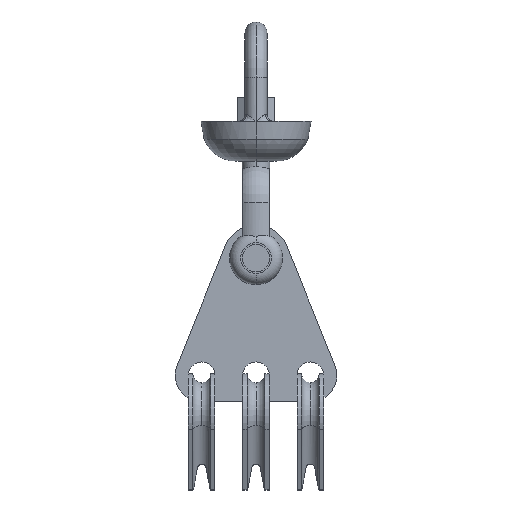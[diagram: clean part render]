
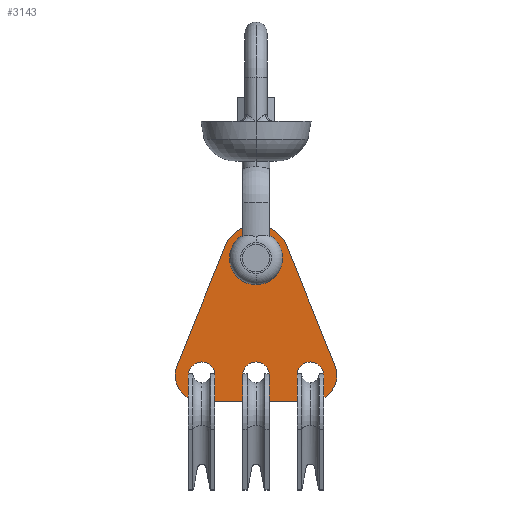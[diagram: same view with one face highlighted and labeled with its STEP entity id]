
A CAD part, top view. The second image highlights one B-rep face of the part: STEP entity #3143.
In plain terms, the highlighted planar face has unit normal (0, 0, 1).
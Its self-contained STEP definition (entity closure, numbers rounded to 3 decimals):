
#19 = AXIS2_PLACEMENT_3D ( 'NONE', #215, #540, #3272 ) ;
#62 = EDGE_LOOP ( 'NONE', ( #3964, #3659, #3082, #2022, #3915, #2026, #291 ) ) ;
#95 = LINE ( 'NONE', #384, #3622 ) ;
#99 = EDGE_CURVE ( 'NONE', #3599, #3913, #1690, .T. ) ;
#130 = EDGE_CURVE ( 'NONE', #4065, #2839, #2185, .T. ) ;
#153 = LINE ( 'NONE', #1237, #2465 ) ;
#215 = CARTESIAN_POINT ( 'NONE',  ( 24.59, 12., 4. ) ) ;
#231 = CARTESIAN_POINT ( 'NONE',  ( 6., 12., 4. ) ) ;
#262 = FACE_BOUND ( 'NONE', #3544, .T. ) ;
#265 = DIRECTION ( 'NONE',  ( -0.374, 0.928, 0. ) ) ;
#267 = FACE_BOUND ( 'NONE', #613, .T. ) ;
#291 = ORIENTED_EDGE ( 'NONE', *, *, #3675, .T. ) ;
#326 = CIRCLE ( 'NONE', #1738, 6. ) ;
#341 = CARTESIAN_POINT ( 'NONE',  ( -35.72, 16.485, 4. ) ) ;
#384 = CARTESIAN_POINT ( 'NONE',  ( -24.59, 0., 4. ) ) ;
#464 = AXIS2_PLACEMENT_3D ( 'NONE', #1304, #3413, #1334 ) ;
#472 = DIRECTION ( 'NONE',  ( 0., 0., 1. ) ) ;
#540 = DIRECTION ( 'NONE',  ( 0., 0., 1. ) ) ;
#573 = EDGE_CURVE ( 'NONE', #2378, #4132, #672, .T. ) ;
#575 = DIRECTION ( 'NONE',  ( 0., 0., 1. ) ) ;
#579 = CARTESIAN_POINT ( 'NONE',  ( 5., 65., 4. ) ) ;
#609 = PLANE ( 'NONE',  #2191 ) ;
#613 = EDGE_LOOP ( 'NONE', ( #4169, #1843 ) ) ;
#637 = CARTESIAN_POINT ( 'NONE',  ( 24.59, 12., 4. ) ) ;
#672 = CIRCLE ( 'NONE', #2611, 12. ) ;
#692 = CARTESIAN_POINT ( 'NONE',  ( -24.59, 12., 4. ) ) ;
#743 = EDGE_CURVE ( 'NONE', #2921, #4065, #3323, .T. ) ;
#748 = CARTESIAN_POINT ( 'NONE',  ( -5., 65., 4. ) ) ;
#769 = CARTESIAN_POINT ( 'NONE',  ( -24.59, 0., 4. ) ) ;
#776 = CIRCLE ( 'NONE', #2447, 6. ) ;
#801 = DIRECTION ( 'NONE',  ( 1., 0., 0. ) ) ;
#802 = EDGE_CURVE ( 'NONE', #4356, #803, #776, .T. ) ;
#803 = VERTEX_POINT ( 'NONE', #1002 ) ;
#905 = DIRECTION ( 'NONE',  ( 1., 0., 0. ) ) ;
#923 = VERTEX_POINT ( 'NONE', #231 ) ;
#934 = DIRECTION ( 'NONE',  ( 0., 0., 1. ) ) ;
#974 = CARTESIAN_POINT ( 'NONE',  ( 35.72, 16.485, 4. ) ) ;
#993 = FACE_BOUND ( 'NONE', #4262, .T. ) ;
#1002 = CARTESIAN_POINT ( 'NONE',  ( -30.59, 12., 4. ) ) ;
#1134 = CIRCLE ( 'NONE', #19, 6. ) ;
#1178 = CARTESIAN_POINT ( 'NONE',  ( -13.913, 70.606, 4. ) ) ;
#1182 = CARTESIAN_POINT ( 'NONE',  ( -18.59, 12., 4. ) ) ;
#1218 = CARTESIAN_POINT ( 'NONE',  ( -24.59, 12., 4. ) ) ;
#1237 = CARTESIAN_POINT ( 'NONE',  ( -35.72, 16.485, 4. ) ) ;
#1292 = CIRCLE ( 'NONE', #4385, 12. ) ;
#1304 = CARTESIAN_POINT ( 'NONE',  ( 0., 65., 4. ) ) ;
#1334 = DIRECTION ( 'NONE',  ( 1., 0., 0. ) ) ;
#1451 = EDGE_CURVE ( 'NONE', #2032, #2921, #1292, .T. ) ;
#1546 = VERTEX_POINT ( 'NONE', #1692 ) ;
#1690 = CIRCLE ( 'NONE', #3319, 5. ) ;
#1692 = CARTESIAN_POINT ( 'NONE',  ( -6., 12., 4. ) ) ;
#1710 = CARTESIAN_POINT ( 'NONE',  ( 30.59, 12., 4. ) ) ;
#1738 = AXIS2_PLACEMENT_3D ( 'NONE', #3743, #934, #2000 ) ;
#1775 = EDGE_CURVE ( 'NONE', #803, #4356, #326, .T. ) ;
#1843 = ORIENTED_EDGE ( 'NONE', *, *, #802, .F. ) ;
#1917 = VECTOR ( 'NONE', #265, 1000. ) ;
#1923 = CIRCLE ( 'NONE', #3223, 12. ) ;
#1942 = DIRECTION ( 'NONE',  ( 0., 0., -1. ) ) ;
#1944 = ORIENTED_EDGE ( 'NONE', *, *, #2990, .F. ) ;
#1961 = EDGE_CURVE ( 'NONE', #3913, #3599, #3637, .T. ) ;
#1965 = DIRECTION ( 'NONE',  ( -1., 0., 0. ) ) ;
#2000 = DIRECTION ( 'NONE',  ( 1., 0., 0. ) ) ;
#2022 = ORIENTED_EDGE ( 'NONE', *, *, #3386, .T. ) ;
#2026 = ORIENTED_EDGE ( 'NONE', *, *, #3638, .T. ) ;
#2032 = VERTEX_POINT ( 'NONE', #3871 ) ;
#2045 = CARTESIAN_POINT ( 'NONE',  ( -24.59, 12., 4. ) ) ;
#2072 = DIRECTION ( 'NONE',  ( 1., 0., 0. ) ) ;
#2176 = AXIS2_PLACEMENT_3D ( 'NONE', #3630, #4296, #3584 ) ;
#2185 = CIRCLE ( 'NONE', #464, 15. ) ;
#2191 = AXIS2_PLACEMENT_3D ( 'NONE', #4023, #1942, #1965 ) ;
#2247 = EDGE_LOOP ( 'NONE', ( #1944, #4212 ) ) ;
#2352 = DIRECTION ( 'NONE',  ( 0., 0., 1. ) ) ;
#2360 = CARTESIAN_POINT ( 'NONE',  ( 0., 65., 4. ) ) ;
#2378 = VERTEX_POINT ( 'NONE', #341 ) ;
#2391 = CARTESIAN_POINT ( 'NONE',  ( 35.72, 16.485, 4. ) ) ;
#2447 = AXIS2_PLACEMENT_3D ( 'NONE', #2045, #3440, #2072 ) ;
#2453 = DIRECTION ( 'NONE',  ( 1., 0., 0. ) ) ;
#2465 = VECTOR ( 'NONE', #3373, 1000. ) ;
#2505 = CARTESIAN_POINT ( 'NONE',  ( 0., 12., 4. ) ) ;
#2534 = CARTESIAN_POINT ( 'NONE',  ( 13.913, 70.606, 4. ) ) ;
#2570 = CIRCLE ( 'NONE', #3488, 6. ) ;
#2588 = EDGE_CURVE ( 'NONE', #4240, #3598, #2570, .T. ) ;
#2611 = AXIS2_PLACEMENT_3D ( 'NONE', #1218, #4328, #905 ) ;
#2632 = CARTESIAN_POINT ( 'NONE',  ( 0., 65., 4. ) ) ;
#2816 = DIRECTION ( 'NONE',  ( 0., 0., 1. ) ) ;
#2839 = VERTEX_POINT ( 'NONE', #1178 ) ;
#2921 = VERTEX_POINT ( 'NONE', #2391 ) ;
#2952 = CIRCLE ( 'NONE', #3267, 6. ) ;
#2990 = EDGE_CURVE ( 'NONE', #1546, #923, #2952, .T. ) ;
#3031 = DIRECTION ( 'NONE',  ( -1., 0., 0. ) ) ;
#3082 = ORIENTED_EDGE ( 'NONE', *, *, #130, .T. ) ;
#3120 = DIRECTION ( 'NONE',  ( 0., 0., 1. ) ) ;
#3121 = ORIENTED_EDGE ( 'NONE', *, *, #3980, .F. ) ;
#3143 = ADVANCED_FACE ( 'NONE', ( #267, #3574, #4384, #993, #262 ), #609, .F. ) ;
#3179 = ORIENTED_EDGE ( 'NONE', *, *, #1961, .F. ) ;
#3223 = AXIS2_PLACEMENT_3D ( 'NONE', #692, #3120, #4073 ) ;
#3267 = AXIS2_PLACEMENT_3D ( 'NONE', #2505, #472, #801 ) ;
#3272 = DIRECTION ( 'NONE',  ( 1., 0., 0. ) ) ;
#3319 = AXIS2_PLACEMENT_3D ( 'NONE', #2632, #575, #4017 ) ;
#3323 = LINE ( 'NONE', #974, #1917 ) ;
#3373 = DIRECTION ( 'NONE',  ( -0.374, -0.928, 0. ) ) ;
#3379 = CARTESIAN_POINT ( 'NONE',  ( 18.59, 12., 4. ) ) ;
#3386 = EDGE_CURVE ( 'NONE', #2839, #2378, #153, .T. ) ;
#3413 = DIRECTION ( 'NONE',  ( 0., 0., 1. ) ) ;
#3440 = DIRECTION ( 'NONE',  ( 0., 0., 1. ) ) ;
#3488 = AXIS2_PLACEMENT_3D ( 'NONE', #637, #2352, #4412 ) ;
#3516 = CARTESIAN_POINT ( 'NONE',  ( -36.59, 12., 4. ) ) ;
#3520 = AXIS2_PLACEMENT_3D ( 'NONE', #2360, #2816, #2453 ) ;
#3544 = EDGE_LOOP ( 'NONE', ( #3179, #4308 ) ) ;
#3574 = FACE_BOUND ( 'NONE', #2247, .T. ) ;
#3584 = DIRECTION ( 'NONE',  ( 1., 0., 0. ) ) ;
#3598 = VERTEX_POINT ( 'NONE', #3379 ) ;
#3599 = VERTEX_POINT ( 'NONE', #579 ) ;
#3621 = CIRCLE ( 'NONE', #2176, 6. ) ;
#3622 = VECTOR ( 'NONE', #3805, 1000. ) ;
#3630 = CARTESIAN_POINT ( 'NONE',  ( 0., 12., 4. ) ) ;
#3637 = CIRCLE ( 'NONE', #3520, 5. ) ;
#3638 = EDGE_CURVE ( 'NONE', #4132, #4117, #1923, .T. ) ;
#3659 = ORIENTED_EDGE ( 'NONE', *, *, #743, .T. ) ;
#3675 = EDGE_CURVE ( 'NONE', #4117, #2032, #95, .T. ) ;
#3743 = CARTESIAN_POINT ( 'NONE',  ( -24.59, 12., 4. ) ) ;
#3805 = DIRECTION ( 'NONE',  ( 1., 0., 0. ) ) ;
#3871 = CARTESIAN_POINT ( 'NONE',  ( 24.59, 0., 4. ) ) ;
#3913 = VERTEX_POINT ( 'NONE', #748 ) ;
#3915 = ORIENTED_EDGE ( 'NONE', *, *, #573, .T. ) ;
#3964 = ORIENTED_EDGE ( 'NONE', *, *, #1451, .T. ) ;
#3980 = EDGE_CURVE ( 'NONE', #3598, #4240, #1134, .T. ) ;
#4017 = DIRECTION ( 'NONE',  ( 1., 0., 0. ) ) ;
#4023 = CARTESIAN_POINT ( 'NONE',  ( 24.59, 12., 4. ) ) ;
#4065 = VERTEX_POINT ( 'NONE', #2534 ) ;
#4073 = DIRECTION ( 'NONE',  ( 1., 0., 0. ) ) ;
#4117 = VERTEX_POINT ( 'NONE', #769 ) ;
#4132 = VERTEX_POINT ( 'NONE', #3516 ) ;
#4155 = EDGE_CURVE ( 'NONE', #923, #1546, #3621, .T. ) ;
#4169 = ORIENTED_EDGE ( 'NONE', *, *, #1775, .F. ) ;
#4212 = ORIENTED_EDGE ( 'NONE', *, *, #4155, .F. ) ;
#4240 = VERTEX_POINT ( 'NONE', #1710 ) ;
#4262 = EDGE_LOOP ( 'NONE', ( #3121, #4284 ) ) ;
#4284 = ORIENTED_EDGE ( 'NONE', *, *, #2588, .F. ) ;
#4296 = DIRECTION ( 'NONE',  ( 0., 0., 1. ) ) ;
#4308 = ORIENTED_EDGE ( 'NONE', *, *, #99, .F. ) ;
#4328 = DIRECTION ( 'NONE',  ( 0., 0., 1. ) ) ;
#4356 = VERTEX_POINT ( 'NONE', #1182 ) ;
#4384 = FACE_OUTER_BOUND ( 'NONE', #62, .T. ) ;
#4385 = AXIS2_PLACEMENT_3D ( 'NONE', #4413, #4395, #3031 ) ;
#4395 = DIRECTION ( 'NONE',  ( 0., 0., 1. ) ) ;
#4412 = DIRECTION ( 'NONE',  ( 1., 0., 0. ) ) ;
#4413 = CARTESIAN_POINT ( 'NONE',  ( 24.59, 12., 4. ) ) ;
